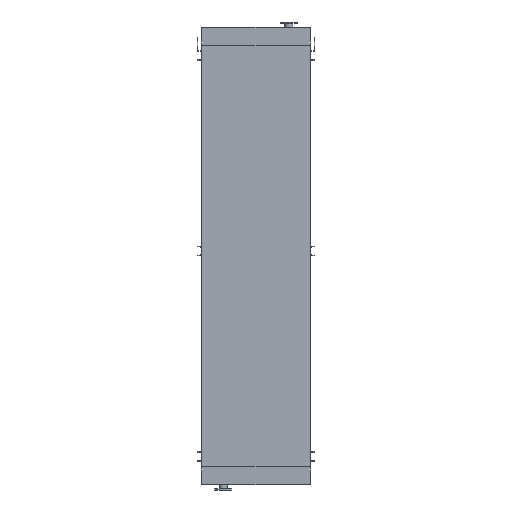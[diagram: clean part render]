
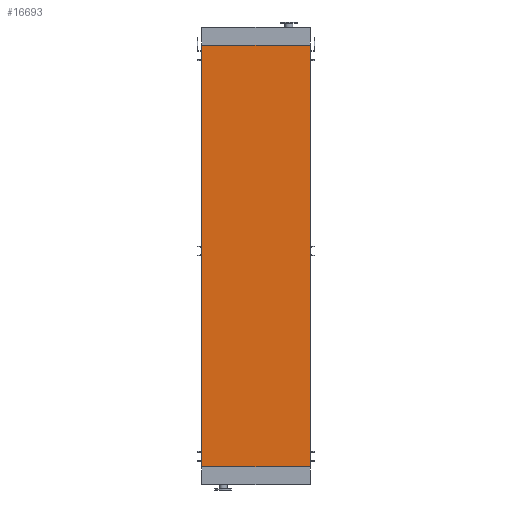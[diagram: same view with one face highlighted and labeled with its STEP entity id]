
A CAD part, front view. The second image highlights one B-rep face of the part: STEP entity #16693.
In plain terms, the highlighted planar face has unit normal (0, -1, 0).
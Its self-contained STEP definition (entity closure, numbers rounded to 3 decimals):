
#644 = CARTESIAN_POINT ( 'NONE',  ( 725., 0., -5650. ) ) ;
#1030 = CARTESIAN_POINT ( 'NONE',  ( -725., 0., -5650. ) ) ;
#1334 = VECTOR ( 'NONE', #13044, 1000. ) ;
#1384 = LINE ( 'NONE', #15471, #18163 ) ;
#1606 = VECTOR ( 'NONE', #4655, 1000. ) ;
#1834 = LINE ( 'NONE', #6643, #18130 ) ;
#2092 = LINE ( 'NONE', #20372, #1606 ) ;
#3596 = CARTESIAN_POINT ( 'NONE',  ( 725., 0., -5650. ) ) ;
#4204 = DIRECTION ( 'NONE',  ( 0., -1., 0. ) ) ;
#4423 = DIRECTION ( 'NONE',  ( 0., 0., 1. ) ) ;
#4655 = DIRECTION ( 'NONE',  ( 1., 0., 0. ) ) ;
#4980 = ORIENTED_EDGE ( 'NONE', *, *, #20371, .T. ) ;
#5715 = PLANE ( 'NONE',  #12537 ) ;
#6643 = CARTESIAN_POINT ( 'NONE',  ( -725., 0., 0. ) ) ;
#6848 = EDGE_CURVE ( 'NONE', #11098, #10247, #1384, .T. ) ;
#8211 = ORIENTED_EDGE ( 'NONE', *, *, #8615, .F. ) ;
#8615 = EDGE_CURVE ( 'NONE', #10247, #17284, #1834, .T. ) ;
#9219 = ORIENTED_EDGE ( 'NONE', *, *, #12794, .T. ) ;
#9763 = LINE ( 'NONE', #3596, #1334 ) ;
#9948 = CARTESIAN_POINT ( 'NONE',  ( 725., 0., 0. ) ) ;
#10247 = VERTEX_POINT ( 'NONE', #16313 ) ;
#11098 = VERTEX_POINT ( 'NONE', #11981 ) ;
#11488 = DIRECTION ( 'NONE',  ( 1., 0., 0. ) ) ;
#11981 = CARTESIAN_POINT ( 'NONE',  ( -725., 0., -5650. ) ) ;
#12537 = AXIS2_PLACEMENT_3D ( 'NONE', #1030, #4204, #15256 ) ;
#12794 = EDGE_CURVE ( 'NONE', #19131, #17284, #9763, .T. ) ;
#12833 = FACE_OUTER_BOUND ( 'NONE', #19307, .T. ) ;
#13044 = DIRECTION ( 'NONE',  ( 0., 0., 1. ) ) ;
#15256 = DIRECTION ( 'NONE',  ( 0., 0., -1. ) ) ;
#15471 = CARTESIAN_POINT ( 'NONE',  ( -725., 0., -5650. ) ) ;
#16313 = CARTESIAN_POINT ( 'NONE',  ( -725., 0., 0. ) ) ;
#16602 = ORIENTED_EDGE ( 'NONE', *, *, #6848, .F. ) ;
#16693 = ADVANCED_FACE ( 'NONE', ( #12833 ), #5715, .T. ) ;
#17284 = VERTEX_POINT ( 'NONE', #9948 ) ;
#18130 = VECTOR ( 'NONE', #11488, 1000. ) ;
#18163 = VECTOR ( 'NONE', #4423, 1000. ) ;
#19131 = VERTEX_POINT ( 'NONE', #644 ) ;
#19307 = EDGE_LOOP ( 'NONE', ( #8211, #16602, #4980, #9219 ) ) ;
#20371 = EDGE_CURVE ( 'NONE', #11098, #19131, #2092, .T. ) ;
#20372 = CARTESIAN_POINT ( 'NONE',  ( -725., 0., -5650. ) ) ;
